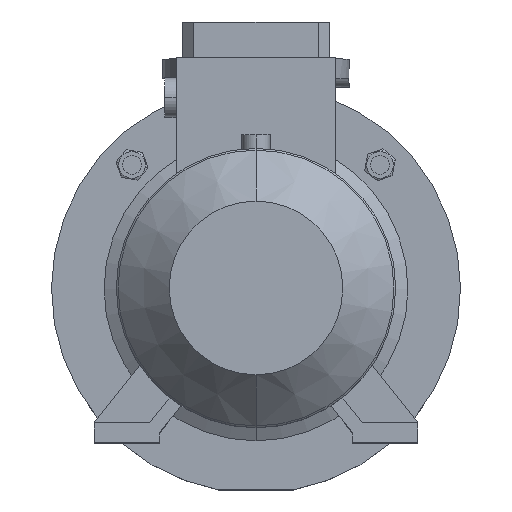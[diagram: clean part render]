
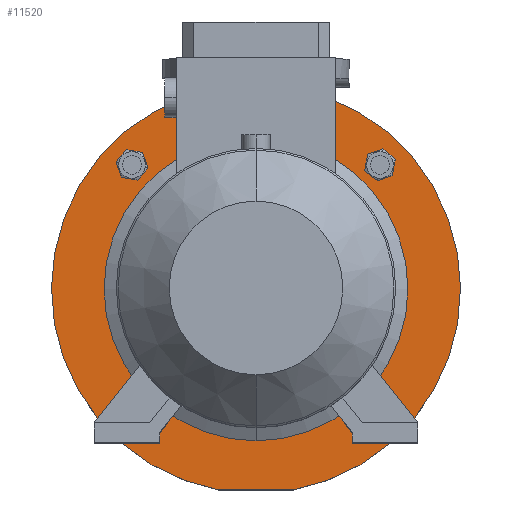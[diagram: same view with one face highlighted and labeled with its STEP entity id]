
A CAD part, top view. The second image highlights one B-rep face of the part: STEP entity #11520.
In plain terms, the highlighted planar face has unit normal (0, 0, 1).
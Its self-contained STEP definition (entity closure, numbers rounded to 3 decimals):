
#18 = DIRECTION ( 'NONE',  ( 0., 0., 1. ) ) ;
#970 = DIRECTION ( 'NONE',  ( 0., 1., 0. ) ) ;
#2084 = DIRECTION ( 'NONE',  ( 0., 0., 1. ) ) ;
#2438 = DIRECTION ( 'NONE',  ( 0., -1., 0. ) ) ;
#2494 = VERTEX_POINT ( 'NONE', #39072 ) ;
#2523 = FACE_BOUND ( 'NONE', #38128, .T. ) ;
#2680 = EDGE_LOOP ( 'NONE', ( #36588, #20795 ) ) ;
#2730 = VERTEX_POINT ( 'NONE', #36067 ) ;
#3198 = ORIENTED_EDGE ( 'NONE', *, *, #48407, .F. ) ;
#3259 = AXIS2_PLACEMENT_3D ( 'NONE', #48644, #48808, #13543 ) ;
#3441 = ORIENTED_EDGE ( 'NONE', *, *, #10328, .F. ) ;
#3519 = DIRECTION ( 'NONE',  ( 0., -1., 0. ) ) ;
#3685 = CARTESIAN_POINT ( 'NONE',  ( 106.066, 106.066, 217. ) ) ;
#4074 = AXIS2_PLACEMENT_3D ( 'NONE', #27307, #10990, #3519 ) ;
#5350 = CARTESIAN_POINT ( 'NONE',  ( -104.086, -94.839, 217. ) ) ;
#5654 = VERTEX_POINT ( 'NONE', #41238 ) ;
#6923 = CIRCLE ( 'NONE', #44061, 175. ) ;
#7708 = DIRECTION ( 'NONE',  ( 0., -1., 0. ) ) ;
#7807 = EDGE_CURVE ( 'NONE', #2494, #5654, #21542, .T. ) ;
#8918 = CARTESIAN_POINT ( 'NONE',  ( -106.066, -106.066, 217. ) ) ;
#9417 = AXIS2_PLACEMENT_3D ( 'NONE', #15529, #18, #7708 ) ;
#10034 = VERTEX_POINT ( 'NONE', #38783 ) ;
#10104 = CARTESIAN_POINT ( 'NONE',  ( 0., 175., 217. ) ) ;
#10328 = EDGE_CURVE ( 'NONE', #18385, #13552, #11131, .T. ) ;
#10990 = DIRECTION ( 'NONE',  ( 0., 0., 1. ) ) ;
#11004 = EDGE_CURVE ( 'NONE', #34696, #36370, #34367, .T. ) ;
#11131 = CIRCLE ( 'NONE', #48410, 175. ) ;
#11147 = CIRCLE ( 'NONE', #35797, 130. ) ;
#11235 = EDGE_CURVE ( 'NONE', #12745, #18385, #6923, .T. ) ;
#11520 = ADVANCED_FACE ( 'NONE', ( #21793, #43576, #27996, #36068, #11831, #2523 ), #43692, .T. ) ;
#11831 = FACE_OUTER_BOUND ( 'NONE', #20977, .T. ) ;
#12472 = CARTESIAN_POINT ( 'NONE',  ( 104.086, 94.839, 217. ) ) ;
#12745 = VERTEX_POINT ( 'NONE', #22668 ) ;
#12876 = ORIENTED_EDGE ( 'NONE', *, *, #48052, .F. ) ;
#13543 = DIRECTION ( 'NONE',  ( 0., -1., 0. ) ) ;
#13552 = VERTEX_POINT ( 'NONE', #16320 ) ;
#14502 = CARTESIAN_POINT ( 'NONE',  ( 0., -130., 217. ) ) ;
#15031 = DIRECTION ( 'NONE',  ( 0., 0., -1. ) ) ;
#15529 = CARTESIAN_POINT ( 'NONE',  ( -106.066, 106.066, 217. ) ) ;
#15716 = EDGE_LOOP ( 'NONE', ( #47521, #51087 ) ) ;
#15858 = VERTEX_POINT ( 'NONE', #48098 ) ;
#15964 = VECTOR ( 'NONE', #37727, 1000. ) ;
#16320 = CARTESIAN_POINT ( 'NONE',  ( 32.265, -172., 217. ) ) ;
#16708 = CARTESIAN_POINT ( 'NONE',  ( 0., 175., 217. ) ) ;
#16894 = DIRECTION ( 'NONE',  ( 0., -1., 0. ) ) ;
#16896 = DIRECTION ( 'NONE',  ( 0., 0., 1. ) ) ;
#16948 = ORIENTED_EDGE ( 'NONE', *, *, #31549, .T. ) ;
#17597 = DIRECTION ( 'NONE',  ( 0., 0., 1. ) ) ;
#17684 = AXIS2_PLACEMENT_3D ( 'NONE', #8918, #24930, #48702 ) ;
#18270 = AXIS2_PLACEMENT_3D ( 'NONE', #40190, #36691, #28045 ) ;
#18385 = VERTEX_POINT ( 'NONE', #16708 ) ;
#19251 = DIRECTION ( 'NONE',  ( 0., 0., 1. ) ) ;
#19559 = DIRECTION ( 'NONE',  ( 0., 1., 0. ) ) ;
#19777 = AXIS2_PLACEMENT_3D ( 'NONE', #10104, #2084, #2438 ) ;
#20795 = ORIENTED_EDGE ( 'NONE', *, *, #43830, .F. ) ;
#20977 = EDGE_LOOP ( 'NONE', ( #51469, #3441, #42281 ) ) ;
#21007 = CIRCLE ( 'NONE', #50523, 11.4 ) ;
#21035 = CARTESIAN_POINT ( 'NONE',  ( 106.066, -106.066, 217. ) ) ;
#21542 = CIRCLE ( 'NONE', #40300, 11.4 ) ;
#21609 = CARTESIAN_POINT ( 'NONE',  ( -175., -172., 217. ) ) ;
#21793 = FACE_BOUND ( 'NONE', #2680, .T. ) ;
#22247 = AXIS2_PLACEMENT_3D ( 'NONE', #3685, #50931, #27305 ) ;
#22668 = CARTESIAN_POINT ( 'NONE',  ( -32.265, -172., 217. ) ) ;
#22795 = LINE ( 'NONE', #21609, #15964 ) ;
#24385 = VERTEX_POINT ( 'NONE', #12472 ) ;
#24930 = DIRECTION ( 'NONE',  ( 0., 0., 1. ) ) ;
#27305 = DIRECTION ( 'NONE',  ( 0., -1., 0. ) ) ;
#27307 = CARTESIAN_POINT ( 'NONE',  ( -106.066, 106.066, 217. ) ) ;
#27589 = VERTEX_POINT ( 'NONE', #5350 ) ;
#27939 = CARTESIAN_POINT ( 'NONE',  ( -94.839, 104.086, 217. ) ) ;
#27996 = FACE_BOUND ( 'NONE', #32136, .T. ) ;
#28045 = DIRECTION ( 'NONE',  ( 0., 1., 0. ) ) ;
#28694 = CIRCLE ( 'NONE', #4074, 11.4 ) ;
#29117 = DIRECTION ( 'NONE',  ( 0., 0., -1. ) ) ;
#29284 = CARTESIAN_POINT ( 'NONE',  ( -117.293, 108.046, 217. ) ) ;
#29667 = CIRCLE ( 'NONE', #18270, 130. ) ;
#29991 = ORIENTED_EDGE ( 'NONE', *, *, #11004, .F. ) ;
#30649 = EDGE_CURVE ( 'NONE', #44927, #10034, #11147, .T. ) ;
#30981 = DIRECTION ( 'NONE',  ( 0., 1., 0. ) ) ;
#31335 = CARTESIAN_POINT ( 'NONE',  ( 0., 0., 217. ) ) ;
#31549 = EDGE_CURVE ( 'NONE', #10034, #44927, #29667, .T. ) ;
#31751 = EDGE_CURVE ( 'NONE', #12745, #13552, #22795, .T. ) ;
#32136 = EDGE_LOOP ( 'NONE', ( #3198, #12876 ) ) ;
#32403 = CIRCLE ( 'NONE', #39685, 11.4 ) ;
#34367 = CIRCLE ( 'NONE', #9417, 11.4 ) ;
#34696 = VERTEX_POINT ( 'NONE', #29284 ) ;
#35797 = AXIS2_PLACEMENT_3D ( 'NONE', #50775, #50970, #19559 ) ;
#36067 = CARTESIAN_POINT ( 'NONE',  ( 108.046, 117.293, 217. ) ) ;
#36068 = FACE_BOUND ( 'NONE', #41619, .T. ) ;
#36087 = CARTESIAN_POINT ( 'NONE',  ( 0., 0., 217. ) ) ;
#36370 = VERTEX_POINT ( 'NONE', #27939 ) ;
#36588 = ORIENTED_EDGE ( 'NONE', *, *, #44728, .F. ) ;
#36665 = CARTESIAN_POINT ( 'NONE',  ( 106.066, -106.066, 217. ) ) ;
#36691 = DIRECTION ( 'NONE',  ( 0., 0., -1. ) ) ;
#36738 = ORIENTED_EDGE ( 'NONE', *, *, #39523, .F. ) ;
#37727 = DIRECTION ( 'NONE',  ( 1., 0., 0. ) ) ;
#38128 = EDGE_LOOP ( 'NONE', ( #16948, #48036 ) ) ;
#38783 = CARTESIAN_POINT ( 'NONE',  ( 0., 130., 217. ) ) ;
#39072 = CARTESIAN_POINT ( 'NONE',  ( 117.293, -108.046, 217. ) ) ;
#39523 = EDGE_CURVE ( 'NONE', #36370, #34696, #28694, .T. ) ;
#39685 = AXIS2_PLACEMENT_3D ( 'NONE', #36665, #16896, #48811 ) ;
#39822 = EDGE_CURVE ( 'NONE', #5654, #2494, #32403, .T. ) ;
#40190 = CARTESIAN_POINT ( 'NONE',  ( 0., 0., 217. ) ) ;
#40300 = AXIS2_PLACEMENT_3D ( 'NONE', #21035, #17597, #16894 ) ;
#41238 = CARTESIAN_POINT ( 'NONE',  ( 94.839, -104.086, 217. ) ) ;
#41619 = EDGE_LOOP ( 'NONE', ( #36738, #29991 ) ) ;
#41850 = CIRCLE ( 'NONE', #3259, 11.4 ) ;
#42281 = ORIENTED_EDGE ( 'NONE', *, *, #11235, .F. ) ;
#42717 = DIRECTION ( 'NONE',  ( 0., -1., 0. ) ) ;
#43216 = CARTESIAN_POINT ( 'NONE',  ( -106.066, -106.066, 217. ) ) ;
#43277 = CIRCLE ( 'NONE', #17684, 11.4 ) ;
#43576 = FACE_BOUND ( 'NONE', #15716, .T. ) ;
#43692 = PLANE ( 'NONE',  #19777 ) ;
#43815 = CIRCLE ( 'NONE', #22247, 11.4 ) ;
#43830 = EDGE_CURVE ( 'NONE', #15858, #27589, #21007, .T. ) ;
#44061 = AXIS2_PLACEMENT_3D ( 'NONE', #31335, #15031, #30981 ) ;
#44728 = EDGE_CURVE ( 'NONE', #27589, #15858, #43277, .T. ) ;
#44927 = VERTEX_POINT ( 'NONE', #14502 ) ;
#47521 = ORIENTED_EDGE ( 'NONE', *, *, #39822, .F. ) ;
#48036 = ORIENTED_EDGE ( 'NONE', *, *, #30649, .T. ) ;
#48052 = EDGE_CURVE ( 'NONE', #2730, #24385, #43815, .T. ) ;
#48098 = CARTESIAN_POINT ( 'NONE',  ( -108.046, -117.293, 217. ) ) ;
#48407 = EDGE_CURVE ( 'NONE', #24385, #2730, #41850, .T. ) ;
#48410 = AXIS2_PLACEMENT_3D ( 'NONE', #36087, #29117, #970 ) ;
#48644 = CARTESIAN_POINT ( 'NONE',  ( 106.066, 106.066, 217. ) ) ;
#48702 = DIRECTION ( 'NONE',  ( 0., -1., 0. ) ) ;
#48808 = DIRECTION ( 'NONE',  ( 0., 0., 1. ) ) ;
#48811 = DIRECTION ( 'NONE',  ( 0., -1., 0. ) ) ;
#50523 = AXIS2_PLACEMENT_3D ( 'NONE', #43216, #19251, #42717 ) ;
#50775 = CARTESIAN_POINT ( 'NONE',  ( 0., 0., 217. ) ) ;
#50931 = DIRECTION ( 'NONE',  ( 0., 0., 1. ) ) ;
#50970 = DIRECTION ( 'NONE',  ( 0., 0., -1. ) ) ;
#51087 = ORIENTED_EDGE ( 'NONE', *, *, #7807, .F. ) ;
#51469 = ORIENTED_EDGE ( 'NONE', *, *, #31751, .T. ) ;
